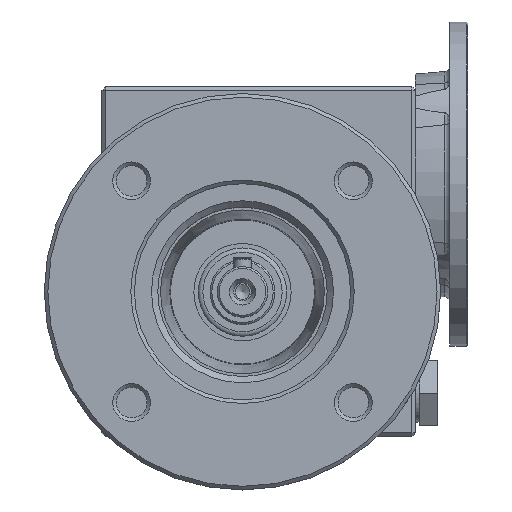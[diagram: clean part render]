
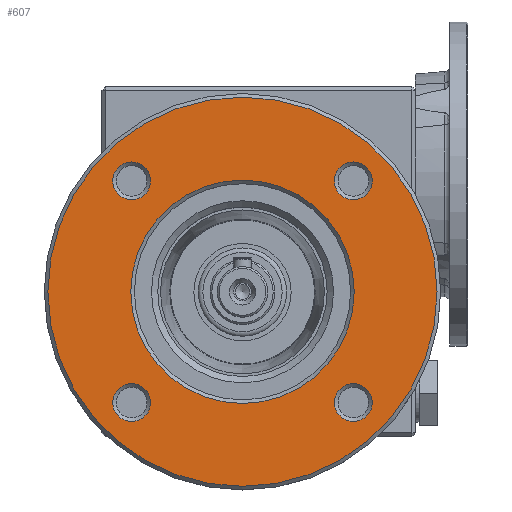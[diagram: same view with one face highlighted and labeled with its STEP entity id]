
A CAD part, top view. The second image highlights one B-rep face of the part: STEP entity #607.
In plain terms, the highlighted planar face has unit normal (0, 0, 1).
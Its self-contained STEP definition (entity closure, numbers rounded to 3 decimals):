
#607 = ADVANCED_FACE( '', ( #1638, #1639, #1640, #1641, #1642, #1643 ), #1644, .F. );
#1638 = FACE_OUTER_BOUND( '', #3427, .T. );
#1639 = FACE_BOUND( '', #3428, .T. );
#1640 = FACE_BOUND( '', #3429, .T. );
#1641 = FACE_BOUND( '', #3430, .T. );
#1642 = FACE_BOUND( '', #3431, .T. );
#1643 = FACE_BOUND( '', #3432, .T. );
#1644 = PLANE( '', #3433 );
#3427 = EDGE_LOOP( '', ( #5768 ) );
#3428 = EDGE_LOOP( '', ( #5769 ) );
#3429 = EDGE_LOOP( '', ( #5770 ) );
#3430 = EDGE_LOOP( '', ( #5771 ) );
#3431 = EDGE_LOOP( '', ( #5772 ) );
#3432 = EDGE_LOOP( '', ( #5773 ) );
#3433 = AXIS2_PLACEMENT_3D( '', #5774, #5775, #5776 );
#5768 = ORIENTED_EDGE( '', *, *, #8834, .T. );
#5769 = ORIENTED_EDGE( '', *, *, #8835, .T. );
#5770 = ORIENTED_EDGE( '', *, *, #8836, .T. );
#5771 = ORIENTED_EDGE( '', *, *, #8837, .T. );
#5772 = ORIENTED_EDGE( '', *, *, #8838, .T. );
#5773 = ORIENTED_EDGE( '', *, *, #8839, .T. );
#5774 = CARTESIAN_POINT( '', ( 0., 55., 85.5 ) );
#5775 = DIRECTION( '', ( 0., 0., -1. ) );
#5776 = DIRECTION( '', ( -1., 0., 0. ) );
#8834 = EDGE_CURVE( '', #10163, #10163, #10164, .T. );
#8835 = EDGE_CURVE( '', #10165, #10165, #10166, .T. );
#8836 = EDGE_CURVE( '', #10167, #10167, #10168, .T. );
#8837 = EDGE_CURVE( '', #10169, #10169, #10170, .T. );
#8838 = EDGE_CURVE( '', #10171, #10171, #10172, .T. );
#8839 = EDGE_CURVE( '', #10173, #10173, #10174, .T. );
#10163 = VERTEX_POINT( '', #12202 );
#10164 = CIRCLE( '', #12203, 54. );
#10165 = VERTEX_POINT( '', #12204 );
#10166 = CIRCLE( '', #12205, 5.25 );
#10167 = VERTEX_POINT( '', #12206 );
#10168 = CIRCLE( '', #12207, 5.25 );
#10169 = VERTEX_POINT( '', #12208 );
#10170 = CIRCLE( '', #12209, 5.25 );
#10171 = VERTEX_POINT( '', #12210 );
#10172 = CIRCLE( '', #12211, 31. );
#10173 = VERTEX_POINT( '', #12212 );
#10174 = CIRCLE( '', #12213, 5.25 );
#12202 = CARTESIAN_POINT( '', ( 0., -54., 85.5 ) );
#12203 = AXIS2_PLACEMENT_3D( '', #14675, #14676, #14677 );
#12204 = CARTESIAN_POINT( '', ( 30.759, -36.009, 85.5 ) );
#12205 = AXIS2_PLACEMENT_3D( '', #14678, #14679, #14680 );
#12206 = CARTESIAN_POINT( '', ( -30.759, 25.509, 85.5 ) );
#12207 = AXIS2_PLACEMENT_3D( '', #14681, #14682, #14683 );
#12208 = CARTESIAN_POINT( '', ( 30.759, 25.509, 85.5 ) );
#12209 = AXIS2_PLACEMENT_3D( '', #14684, #14685, #14686 );
#12210 = CARTESIAN_POINT( '', ( 0., -31., 85.5 ) );
#12211 = AXIS2_PLACEMENT_3D( '', #14687, #14688, #14689 );
#12212 = CARTESIAN_POINT( '', ( -30.759, -36.009, 85.5 ) );
#12213 = AXIS2_PLACEMENT_3D( '', #14690, #14691, #14692 );
#14675 = CARTESIAN_POINT( '', ( 0., 0., 85.5 ) );
#14676 = DIRECTION( '', ( 0., 0., 1. ) );
#14677 = DIRECTION( '', ( 0., -1., 0. ) );
#14678 = CARTESIAN_POINT( '', ( 30.759, -30.759, 85.5 ) );
#14679 = DIRECTION( '', ( 0., 0., -1. ) );
#14680 = DIRECTION( '', ( 0., -1., 0. ) );
#14681 = CARTESIAN_POINT( '', ( -30.759, 30.759, 85.5 ) );
#14682 = DIRECTION( '', ( 0., 0., -1. ) );
#14683 = DIRECTION( '', ( 0., -1., 0. ) );
#14684 = CARTESIAN_POINT( '', ( 30.759, 30.759, 85.5 ) );
#14685 = DIRECTION( '', ( 0., 0., -1. ) );
#14686 = DIRECTION( '', ( 0., -1., 0. ) );
#14687 = CARTESIAN_POINT( '', ( 0., 0., 85.5 ) );
#14688 = DIRECTION( '', ( 0., 0., -1. ) );
#14689 = DIRECTION( '', ( 0., -1., 0. ) );
#14690 = CARTESIAN_POINT( '', ( -30.759, -30.759, 85.5 ) );
#14691 = DIRECTION( '', ( 0., 0., -1. ) );
#14692 = DIRECTION( '', ( 0., -1., 0. ) );
